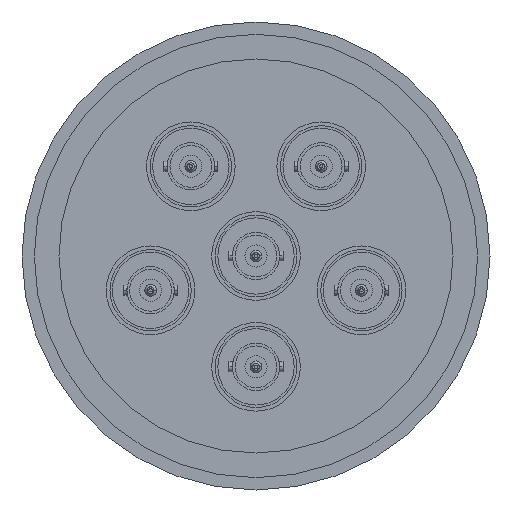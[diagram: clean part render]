
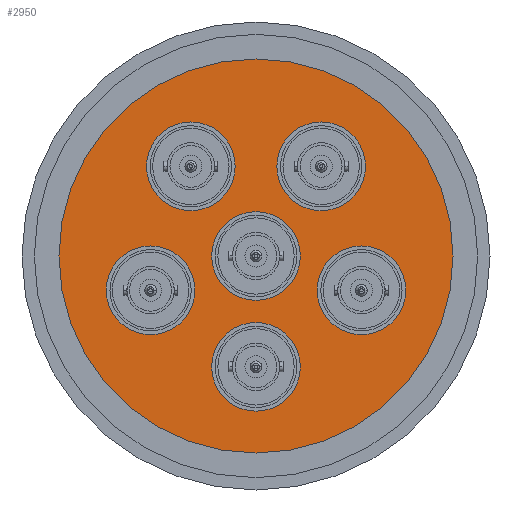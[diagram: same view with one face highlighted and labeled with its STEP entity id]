
A CAD part, front view. The second image highlights one B-rep face of the part: STEP entity #2950.
In plain terms, the highlighted planar face has unit normal (0, -1, 0).
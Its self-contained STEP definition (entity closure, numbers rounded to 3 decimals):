
#19 = CARTESIAN_POINT ( 'NONE',  ( 13.225, -8., 27.203 ) ) ;
#41 = VERTEX_POINT ( 'NONE', #2686 ) ;
#50 = CARTESIAN_POINT ( 'NONE',  ( 0., -8., -40. ) ) ;
#121 = FACE_BOUND ( 'NONE', #1831, .T. ) ;
#129 = VERTEX_POINT ( 'NONE', #1363 ) ;
#177 = CARTESIAN_POINT ( 'NONE',  ( 0., -8., -13.5 ) ) ;
#178 = ORIENTED_EDGE ( 'NONE', *, *, #2760, .F. ) ;
#182 = EDGE_CURVE ( 'NONE', #786, #41, #183, .T. ) ;
#183 = CIRCLE ( 'NONE', #2062, 9. ) ;
#203 = EDGE_LOOP ( 'NONE', ( #358, #1095 ) ) ;
#289 = DIRECTION ( 'NONE',  ( 0., 0., -1. ) ) ;
#310 = DIRECTION ( 'NONE',  ( 0., -1., 0. ) ) ;
#317 = VERTEX_POINT ( 'NONE', #2827 ) ;
#339 = FACE_BOUND ( 'NONE', #2707, .T. ) ;
#340 = CIRCLE ( 'NONE', #2863, 40. ) ;
#358 = ORIENTED_EDGE ( 'NONE', *, *, #2778, .F. ) ;
#359 = EDGE_LOOP ( 'NONE', ( #1975, #2370 ) ) ;
#426 = EDGE_CURVE ( 'NONE', #41, #786, #2961, .T. ) ;
#435 = AXIS2_PLACEMENT_3D ( 'NONE', #2152, #507, #1240 ) ;
#459 = EDGE_CURVE ( 'NONE', #908, #129, #470, .T. ) ;
#470 = CIRCLE ( 'NONE', #976, 9. ) ;
#502 = CARTESIAN_POINT ( 'NONE',  ( 0., -8., -31.5 ) ) ;
#503 = DIRECTION ( 'NONE',  ( 0., -1., 0. ) ) ;
#507 = DIRECTION ( 'NONE',  ( 0., -1., 0. ) ) ;
#523 = DIRECTION ( 'NONE',  ( 0., -1., 0. ) ) ;
#550 = DIRECTION ( 'NONE',  ( 0., 0., -1. ) ) ;
#592 = DIRECTION ( 'NONE',  ( 0., 0., -1. ) ) ;
#640 = CIRCLE ( 'NONE', #2222, 9. ) ;
#679 = DIRECTION ( 'NONE',  ( 0., -1., 0. ) ) ;
#681 = CIRCLE ( 'NONE', #2414, 9. ) ;
#719 = CARTESIAN_POINT ( 'NONE',  ( 0., -8., 0. ) ) ;
#785 = CARTESIAN_POINT ( 'NONE',  ( -13.225, -8., 27.203 ) ) ;
#786 = VERTEX_POINT ( 'NONE', #785 ) ;
#825 = ORIENTED_EDGE ( 'NONE', *, *, #1386, .F. ) ;
#830 = CARTESIAN_POINT ( 'NONE',  ( -21.399, -8., -15.953 ) ) ;
#838 = AXIS2_PLACEMENT_3D ( 'NONE', #1027, #2507, #2912 ) ;
#846 = CIRCLE ( 'NONE', #2718, 40. ) ;
#861 = AXIS2_PLACEMENT_3D ( 'NONE', #2186, #1035, #1493 ) ;
#895 = CARTESIAN_POINT ( 'NONE',  ( 21.399, -8., -6.953 ) ) ;
#908 = VERTEX_POINT ( 'NONE', #1073 ) ;
#912 = DIRECTION ( 'NONE',  ( 0., 0., -1. ) ) ;
#961 = CARTESIAN_POINT ( 'NONE',  ( 0., -8., 0. ) ) ;
#976 = AXIS2_PLACEMENT_3D ( 'NONE', #895, #2141, #1883 ) ;
#983 = CIRCLE ( 'NONE', #2609, 9. ) ;
#1004 = CIRCLE ( 'NONE', #2438, 9. ) ;
#1006 = ORIENTED_EDGE ( 'NONE', *, *, #1598, .T. ) ;
#1012 = PLANE ( 'NONE',  #2335 ) ;
#1027 = CARTESIAN_POINT ( 'NONE',  ( -13.225, -8., 18.203 ) ) ;
#1035 = DIRECTION ( 'NONE',  ( 0., -1., 0. ) ) ;
#1050 = ORIENTED_EDGE ( 'NONE', *, *, #2039, .F. ) ;
#1073 = CARTESIAN_POINT ( 'NONE',  ( 21.399, -8., 2.047 ) ) ;
#1081 = EDGE_CURVE ( 'NONE', #317, #1750, #1966, .T. ) ;
#1095 = ORIENTED_EDGE ( 'NONE', *, *, #459, .F. ) ;
#1203 = CARTESIAN_POINT ( 'NONE',  ( 0., -8., 0. ) ) ;
#1205 = CARTESIAN_POINT ( 'NONE',  ( 0., -8., -22.5 ) ) ;
#1210 = EDGE_CURVE ( 'NONE', #2163, #2899, #640, .T. ) ;
#1233 = CARTESIAN_POINT ( 'NONE',  ( 13.225, -8., 18.203 ) ) ;
#1240 = DIRECTION ( 'NONE',  ( 0., 0., -1. ) ) ;
#1267 = DIRECTION ( 'NONE',  ( 0., -1., 0. ) ) ;
#1282 = EDGE_CURVE ( 'NONE', #2710, #1735, #1338, .T. ) ;
#1338 = CIRCLE ( 'NONE', #435, 9. ) ;
#1351 = EDGE_CURVE ( 'NONE', #1750, #317, #2021, .T. ) ;
#1363 = CARTESIAN_POINT ( 'NONE',  ( 21.399, -8., -15.953 ) ) ;
#1386 = EDGE_CURVE ( 'NONE', #1956, #2380, #983, .T. ) ;
#1493 = DIRECTION ( 'NONE',  ( 0., 0., -1. ) ) ;
#1529 = AXIS2_PLACEMENT_3D ( 'NONE', #719, #503, #2651 ) ;
#1535 = CARTESIAN_POINT ( 'NONE',  ( 0., -8., -40. ) ) ;
#1591 = EDGE_LOOP ( 'NONE', ( #1006, #2346 ) ) ;
#1598 = EDGE_CURVE ( 'NONE', #2768, #2194, #846, .T. ) ;
#1622 = EDGE_CURVE ( 'NONE', #2194, #2768, #340, .T. ) ;
#1714 = FACE_BOUND ( 'NONE', #203, .T. ) ;
#1719 = DIRECTION ( 'NONE',  ( 0., -1., 0. ) ) ;
#1729 = AXIS2_PLACEMENT_3D ( 'NONE', #2736, #1783, #2954 ) ;
#1731 = FACE_BOUND ( 'NONE', #2607, .T. ) ;
#1735 = VERTEX_POINT ( 'NONE', #830 ) ;
#1750 = VERTEX_POINT ( 'NONE', #2984 ) ;
#1759 = FACE_OUTER_BOUND ( 'NONE', #1591, .T. ) ;
#1776 = FACE_BOUND ( 'NONE', #359, .T. ) ;
#1783 = DIRECTION ( 'NONE',  ( 0., -1., 0. ) ) ;
#1831 = EDGE_LOOP ( 'NONE', ( #3034, #2833 ) ) ;
#1883 = DIRECTION ( 'NONE',  ( 0., 0., -1. ) ) ;
#1900 = DIRECTION ( 'NONE',  ( 0., -1., 0. ) ) ;
#1934 = DIRECTION ( 'NONE',  ( 0., 0., -1. ) ) ;
#1953 = ORIENTED_EDGE ( 'NONE', *, *, #182, .F. ) ;
#1956 = VERTEX_POINT ( 'NONE', #19 ) ;
#1966 = CIRCLE ( 'NONE', #2354, 9. ) ;
#1975 = ORIENTED_EDGE ( 'NONE', *, *, #2501, .F. ) ;
#2021 = CIRCLE ( 'NONE', #1529, 9. ) ;
#2038 = CIRCLE ( 'NONE', #861, 9. ) ;
#2039 = EDGE_CURVE ( 'NONE', #2899, #2163, #681, .T. ) ;
#2062 = AXIS2_PLACEMENT_3D ( 'NONE', #2596, #679, #2585 ) ;
#2135 = DIRECTION ( 'NONE',  ( 0., 0., -1. ) ) ;
#2137 = ORIENTED_EDGE ( 'NONE', *, *, #1210, .F. ) ;
#2141 = DIRECTION ( 'NONE',  ( 0., -1., 0. ) ) ;
#2152 = CARTESIAN_POINT ( 'NONE',  ( -21.399, -8., -6.953 ) ) ;
#2163 = VERTEX_POINT ( 'NONE', #177 ) ;
#2186 = CARTESIAN_POINT ( 'NONE',  ( 21.399, -8., -6.953 ) ) ;
#2194 = VERTEX_POINT ( 'NONE', #3007 ) ;
#2222 = AXIS2_PLACEMENT_3D ( 'NONE', #1205, #310, #2135 ) ;
#2305 = CARTESIAN_POINT ( 'NONE',  ( 0., -8., 0. ) ) ;
#2321 = DIRECTION ( 'NONE',  ( 0., -1., 0. ) ) ;
#2335 = AXIS2_PLACEMENT_3D ( 'NONE', #1535, #1267, #2485 ) ;
#2346 = ORIENTED_EDGE ( 'NONE', *, *, #1622, .T. ) ;
#2354 = AXIS2_PLACEMENT_3D ( 'NONE', #2305, #2321, #912 ) ;
#2370 = ORIENTED_EDGE ( 'NONE', *, *, #1282, .F. ) ;
#2380 = VERTEX_POINT ( 'NONE', #2445 ) ;
#2382 = DIRECTION ( 'NONE',  ( 0., -1., 0. ) ) ;
#2400 = CARTESIAN_POINT ( 'NONE',  ( 13.225, -8., 18.203 ) ) ;
#2414 = AXIS2_PLACEMENT_3D ( 'NONE', #2448, #2890, #592 ) ;
#2438 = AXIS2_PLACEMENT_3D ( 'NONE', #2400, #1719, #550 ) ;
#2442 = ORIENTED_EDGE ( 'NONE', *, *, #426, .F. ) ;
#2445 = CARTESIAN_POINT ( 'NONE',  ( 13.225, -8., 9.203 ) ) ;
#2448 = CARTESIAN_POINT ( 'NONE',  ( 0., -8., -22.5 ) ) ;
#2471 = FACE_BOUND ( 'NONE', #2570, .T. ) ;
#2485 = DIRECTION ( 'NONE',  ( 0., 0., -1. ) ) ;
#2501 = EDGE_CURVE ( 'NONE', #1735, #2710, #2724, .T. ) ;
#2507 = DIRECTION ( 'NONE',  ( 0., -1., 0. ) ) ;
#2570 = EDGE_LOOP ( 'NONE', ( #178, #825 ) ) ;
#2585 = DIRECTION ( 'NONE',  ( 0., 0., -1. ) ) ;
#2596 = CARTESIAN_POINT ( 'NONE',  ( -13.225, -8., 18.203 ) ) ;
#2607 = EDGE_LOOP ( 'NONE', ( #2442, #1953 ) ) ;
#2609 = AXIS2_PLACEMENT_3D ( 'NONE', #1233, #523, #289 ) ;
#2651 = DIRECTION ( 'NONE',  ( 0., 0., -1. ) ) ;
#2654 = CARTESIAN_POINT ( 'NONE',  ( -21.399, -8., 2.047 ) ) ;
#2686 = CARTESIAN_POINT ( 'NONE',  ( -13.225, -8., 9.203 ) ) ;
#2707 = EDGE_LOOP ( 'NONE', ( #1050, #2137 ) ) ;
#2710 = VERTEX_POINT ( 'NONE', #2654 ) ;
#2718 = AXIS2_PLACEMENT_3D ( 'NONE', #1203, #2382, #2882 ) ;
#2724 = CIRCLE ( 'NONE', #1729, 9. ) ;
#2736 = CARTESIAN_POINT ( 'NONE',  ( -21.399, -8., -6.953 ) ) ;
#2760 = EDGE_CURVE ( 'NONE', #2380, #1956, #1004, .T. ) ;
#2768 = VERTEX_POINT ( 'NONE', #50 ) ;
#2778 = EDGE_CURVE ( 'NONE', #129, #908, #2038, .T. ) ;
#2827 = CARTESIAN_POINT ( 'NONE',  ( 0., -8., 9. ) ) ;
#2833 = ORIENTED_EDGE ( 'NONE', *, *, #1081, .F. ) ;
#2863 = AXIS2_PLACEMENT_3D ( 'NONE', #961, #1900, #1934 ) ;
#2882 = DIRECTION ( 'NONE',  ( 0., 0., -1. ) ) ;
#2890 = DIRECTION ( 'NONE',  ( 0., -1., 0. ) ) ;
#2899 = VERTEX_POINT ( 'NONE', #502 ) ;
#2912 = DIRECTION ( 'NONE',  ( 0., 0., -1. ) ) ;
#2950 = ADVANCED_FACE ( 'NONE', ( #1776, #1731, #2471, #1714, #339, #121, #1759 ), #1012, .T. ) ;
#2954 = DIRECTION ( 'NONE',  ( 0., 0., -1. ) ) ;
#2961 = CIRCLE ( 'NONE', #838, 9. ) ;
#2984 = CARTESIAN_POINT ( 'NONE',  ( 0., -8., -9. ) ) ;
#3007 = CARTESIAN_POINT ( 'NONE',  ( 0., -8., 40. ) ) ;
#3034 = ORIENTED_EDGE ( 'NONE', *, *, #1351, .F. ) ;
